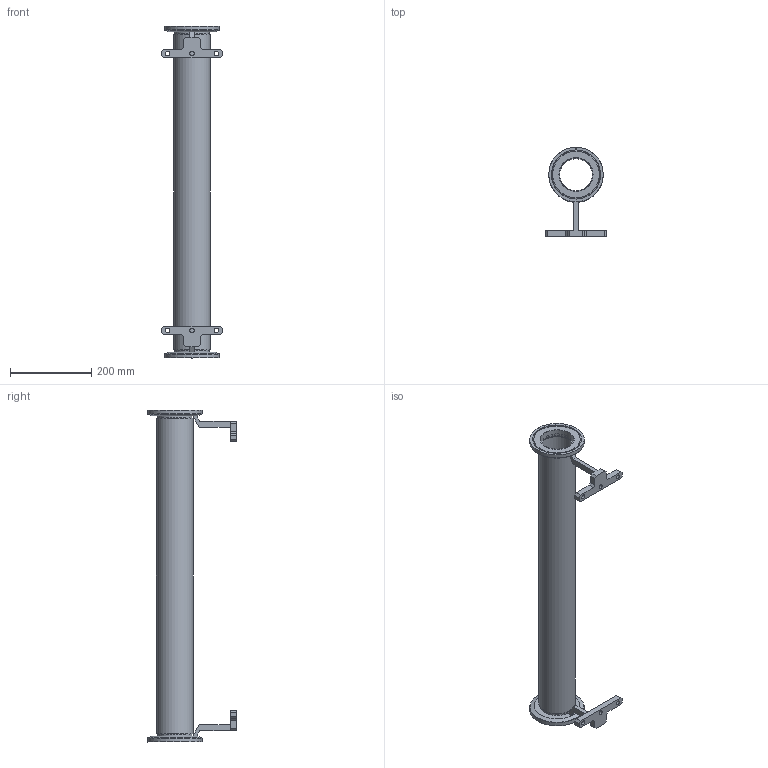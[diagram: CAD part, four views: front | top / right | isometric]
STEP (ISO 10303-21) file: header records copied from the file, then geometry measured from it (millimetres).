
FILE_DESCRIPTION(/* description */ ('Ceramic chamber'),/* implementation_level */ '2;1');
FILE_NAME(/* name */ '7103033656-Rev 1.2.stp',/* time_stamp */ '2017-02-13T13:53:59+01:00',/* author */ ('AANA'),/* organization */ (''),/* preprocessor_version */ 'ST-DEVELOPER v16.1',/* originating_system */ 'Autodesk Inventor 2016',/* authorisation */ '');
FILE_SCHEMA (('AUTOMOTIVE_DESIGN { 1 0 10303 214 3 1 1 }'));
Length unit declared in the file: millimetre
Products named in the file (7): 7103033538; 7103033536; 7103033537; 7103033540; 9000015485; 7103033655; 7103033656
Assembly tree (9 placements, depth 3):
  7103033656
    7103033537
      7103033538
      7103033536  x2
    7103033540  x2
    7103033655  x2
      9000015485
Bounding box: 150 x 218.74 x 817.05 mm (x, y, z)
Volume: 1398944.9 mm3; surface area: 531622.9 mm2
Topology: 7 solids, 7 shells, 96 faces, 236 edges, 156 vertices
Faces by surface type: plane 62, cylinder 22, torus 6, cone 6
Full cylindrical faces by diameter (mm): 10.647 x6, 80 x1, 82 x2, 84 x4, 90 x3, 120.7 x2, 134 x2
Entity records: 1549 total; most frequent: CARTESIAN_POINT 264, DIRECTION 256, ORIENTED_EDGE 196, EDGE_CURVE 98, AXIS2_PLACEMENT_3D 94, EDGE_LOOP 80, VERTEX_POINT 74, LINE 68
